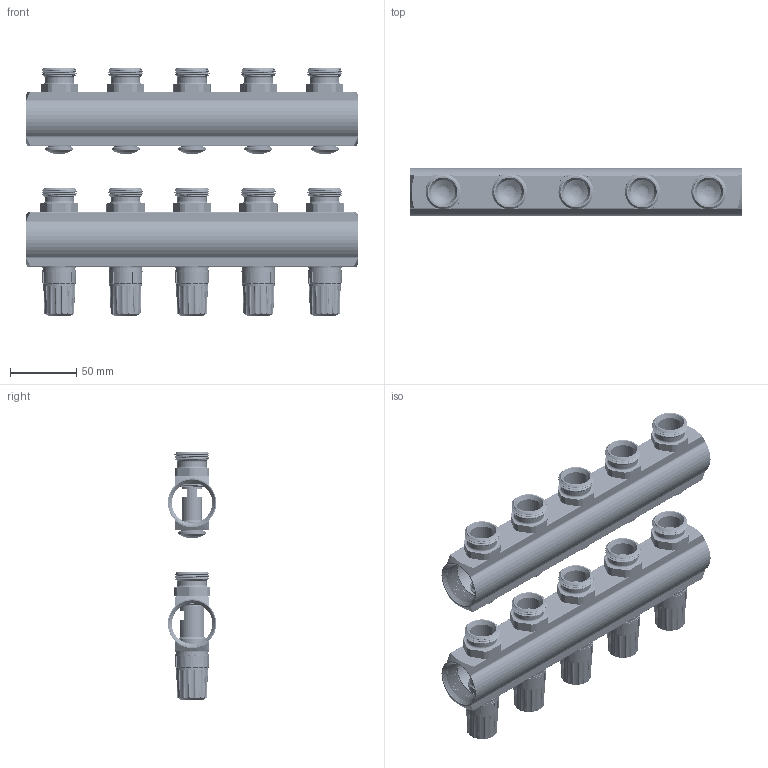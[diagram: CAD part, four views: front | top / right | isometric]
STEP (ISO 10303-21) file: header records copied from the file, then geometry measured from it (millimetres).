
FILE_DESCRIPTION((''),'2;1');
FILE_NAME('088U0505_ASM','2023-05-16T11:26:21',('U258971'),(''),'CREO PARAMETRIC BY PTC INC, 2020342','CREO PARAMETRIC BY PTC INC, 2020342','');
FILE_SCHEMA(('CONFIG_CONTROL_DESIGN'));
Length unit declared in the file: millimetre
Products named in the file (13): 088U7307_18; 088U7304_15; 088U7310_ASM_11_ASM; 088U7308_19; 013G1380_AF0_11; 013G0295___AF0_ASM_11_ASM; 013G0200__AF0_ASM_11_ASM; 013G0376-FOR-MANIFOLD_ASM_11_ASM; 088U7312_13; 013G0951_11; 088U0593-MANIFOLD_11; 088U7301_ASM_3_ASM; 088U0505_ASM
Assembly tree (32 placements, depth 4):
  088U0505_ASM
    088U7301_ASM_3_ASM
      088U7307_18
      088U7310_ASM_11_ASM  x5
        088U7304_15
      088U7308_19
      013G0376-FOR-MANIFOLD_ASM_11_ASM  x5
        013G1380_AF0_11
        013G0295___AF0_ASM_11_ASM
        013G0200__AF0_ASM_11_ASM
      088U7312_13  x5
      013G0951_11  x5
      088U0593-MANIFOLD_11  x5
Bounding box: 250 x 36.55 x 186.3 mm (x, y, z)
Volume: 320559.1 mm3; surface area: 286721 mm2
Topology: 27 solids, 73 shells, 6287 faces, 18283 edges, 12156 vertices
Faces by surface type: plane 2067, cylinder 1935, bspline 1096, cone 606, torus 348, extrusion 145, sphere 90
Entity records: 100757 total; most frequent: CARTESIAN_POINT 56122, ORIENTED_EDGE 10622, DIRECTION 7328, EDGE_CURVE 5369, VERTEX_POINT 3604, AXIS2_PLACEMENT_3D 2851, B_SPLINE_CURVE_WITH_KNOTS 2408, EDGE_LOOP 1921
